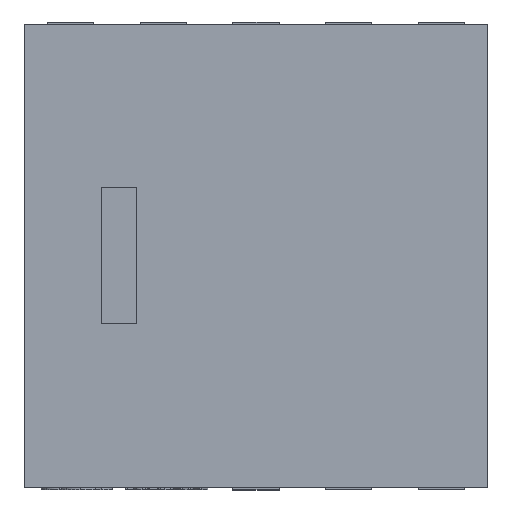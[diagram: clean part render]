
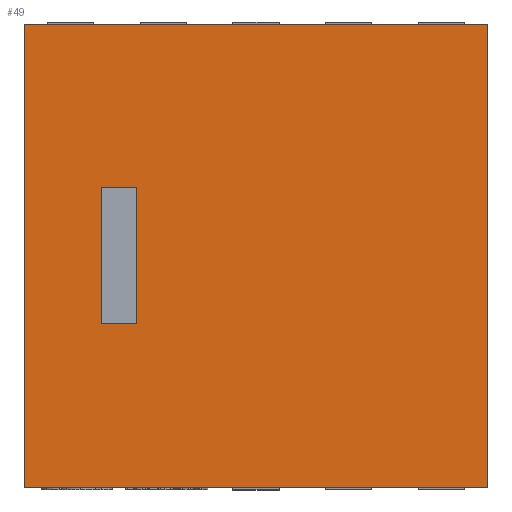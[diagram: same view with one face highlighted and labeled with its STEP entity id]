
A CAD part, top view. The second image highlights one B-rep face of the part: STEP entity #49.
In plain terms, the highlighted planar face has unit normal (0, 0, 1).
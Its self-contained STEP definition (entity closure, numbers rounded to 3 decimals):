
#47 = DIRECTION ( 'NONE',  ( 0., 1., 0. ) ) ;
#49 = ADVANCED_FACE ( 'NONE', ( #247, #3533 ), #12979, .T. ) ;
#182 = DIRECTION ( 'NONE',  ( 0., -1., 0. ) ) ;
#247 = FACE_BOUND ( 'NONE', #12462, .T. ) ;
#670 = CARTESIAN_POINT ( 'NONE',  ( -0.515, 0.294, 0.83 ) ) ;
#1117 = DIRECTION ( 'NONE',  ( 1., 0., 0. ) ) ;
#1130 = ORIENTED_EDGE ( 'NONE', *, *, #7878, .F. ) ;
#1472 = LINE ( 'NONE', #4752, #10363 ) ;
#1668 = DIRECTION ( 'NONE',  ( -1., 0., 0. ) ) ;
#2181 = LINE ( 'NONE', #9941, #13833 ) ;
#2283 = ORIENTED_EDGE ( 'NONE', *, *, #11143, .F. ) ;
#2345 = VECTOR ( 'NONE', #1668, 1000. ) ;
#2496 = VECTOR ( 'NONE', #3348, 1000. ) ;
#2807 = DIRECTION ( 'NONE',  ( 0., 1., 0. ) ) ;
#2956 = EDGE_CURVE ( 'NONE', #4656, #11489, #3234, .T. ) ;
#3149 = ORIENTED_EDGE ( 'NONE', *, *, #8680, .T. ) ;
#3234 = LINE ( 'NONE', #8740, #6852 ) ;
#3255 = VERTEX_POINT ( 'NONE', #7332 ) ;
#3348 = DIRECTION ( 'NONE',  ( 1., 0., 0. ) ) ;
#3533 = FACE_OUTER_BOUND ( 'NONE', #12187, .T. ) ;
#3570 = CARTESIAN_POINT ( 'NONE',  ( -0.669, -0.294, 0.83 ) ) ;
#3611 = CARTESIAN_POINT ( 'NONE',  ( 1., -1., 0.83 ) ) ;
#4025 = DIRECTION ( 'NONE',  ( 1., 0., 0. ) ) ;
#4434 = VECTOR ( 'NONE', #5917, 1000. ) ;
#4582 = ORIENTED_EDGE ( 'NONE', *, *, #11502, .F. ) ;
#4620 = EDGE_CURVE ( 'NONE', #5437, #3255, #8242, .T. ) ;
#4656 = VERTEX_POINT ( 'NONE', #3611 ) ;
#4667 = LINE ( 'NONE', #6835, #14129 ) ;
#4752 = CARTESIAN_POINT ( 'NONE',  ( -1., 1., 0.83 ) ) ;
#4943 = VERTEX_POINT ( 'NONE', #10115 ) ;
#5082 = CARTESIAN_POINT ( 'NONE',  ( 0., 0., 0.83 ) ) ;
#5437 = VERTEX_POINT ( 'NONE', #670 ) ;
#5917 = DIRECTION ( 'NONE',  ( -1., 0., 0. ) ) ;
#6221 = EDGE_CURVE ( 'NONE', #11489, #13105, #13453, .T. ) ;
#6753 = CARTESIAN_POINT ( 'NONE',  ( -1., 1., 0.83 ) ) ;
#6835 = CARTESIAN_POINT ( 'NONE',  ( -0.515, 0.294, 0.83 ) ) ;
#6852 = VECTOR ( 'NONE', #2807, 1000. ) ;
#7332 = CARTESIAN_POINT ( 'NONE',  ( -0.669, 0.294, 0.83 ) ) ;
#7677 = VERTEX_POINT ( 'NONE', #8136 ) ;
#7850 = LINE ( 'NONE', #3570, #2496 ) ;
#7878 = EDGE_CURVE ( 'NONE', #7677, #5437, #4667, .T. ) ;
#8006 = ORIENTED_EDGE ( 'NONE', *, *, #6221, .T. ) ;
#8136 = CARTESIAN_POINT ( 'NONE',  ( -0.515, -0.294, 0.83 ) ) ;
#8242 = LINE ( 'NONE', #13785, #2345 ) ;
#8654 = ORIENTED_EDGE ( 'NONE', *, *, #12594, .T. ) ;
#8680 = EDGE_CURVE ( 'NONE', #11590, #4656, #2181, .T. ) ;
#8740 = CARTESIAN_POINT ( 'NONE',  ( 1., 1., 0.83 ) ) ;
#8754 = AXIS2_PLACEMENT_3D ( 'NONE', #5082, #10572, #4025 ) ;
#9941 = CARTESIAN_POINT ( 'NONE',  ( -1., -1., 0.83 ) ) ;
#10115 = CARTESIAN_POINT ( 'NONE',  ( -0.669, -0.294, 0.83 ) ) ;
#10363 = VECTOR ( 'NONE', #182, 1000. ) ;
#10572 = DIRECTION ( 'NONE',  ( 0., 0., 1. ) ) ;
#10766 = DIRECTION ( 'NONE',  ( 0., -1., 0. ) ) ;
#11143 = EDGE_CURVE ( 'NONE', #4943, #7677, #7850, .T. ) ;
#11149 = ORIENTED_EDGE ( 'NONE', *, *, #4620, .F. ) ;
#11404 = CARTESIAN_POINT ( 'NONE',  ( -1., 1., 0.83 ) ) ;
#11406 = CARTESIAN_POINT ( 'NONE',  ( -1., -1., 0.83 ) ) ;
#11489 = VERTEX_POINT ( 'NONE', #11855 ) ;
#11502 = EDGE_CURVE ( 'NONE', #3255, #4943, #13164, .T. ) ;
#11590 = VERTEX_POINT ( 'NONE', #11406 ) ;
#11855 = CARTESIAN_POINT ( 'NONE',  ( 1., 1., 0.83 ) ) ;
#12144 = CARTESIAN_POINT ( 'NONE',  ( -0.669, 0.294, 0.83 ) ) ;
#12187 = EDGE_LOOP ( 'NONE', ( #13217, #8006, #8654, #3149 ) ) ;
#12462 = EDGE_LOOP ( 'NONE', ( #1130, #2283, #4582, #11149 ) ) ;
#12594 = EDGE_CURVE ( 'NONE', #13105, #11590, #1472, .T. ) ;
#12979 = PLANE ( 'NONE',  #8754 ) ;
#13105 = VERTEX_POINT ( 'NONE', #6753 ) ;
#13107 = VECTOR ( 'NONE', #10766, 1000. ) ;
#13164 = LINE ( 'NONE', #12144, #13107 ) ;
#13217 = ORIENTED_EDGE ( 'NONE', *, *, #2956, .T. ) ;
#13453 = LINE ( 'NONE', #11404, #4434 ) ;
#13785 = CARTESIAN_POINT ( 'NONE',  ( -0.669, 0.294, 0.83 ) ) ;
#13833 = VECTOR ( 'NONE', #1117, 1000. ) ;
#14129 = VECTOR ( 'NONE', #47, 1000. ) ;
